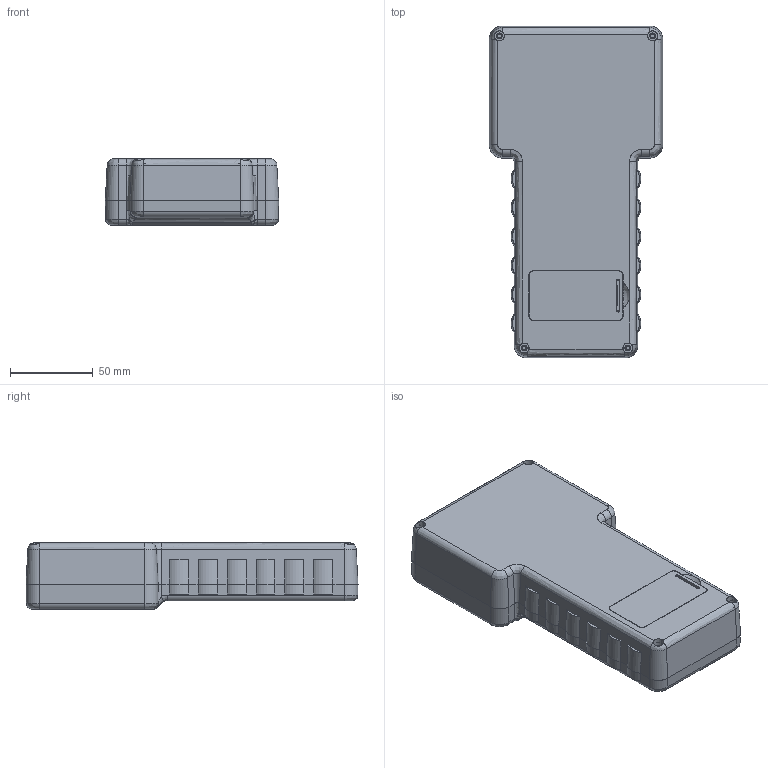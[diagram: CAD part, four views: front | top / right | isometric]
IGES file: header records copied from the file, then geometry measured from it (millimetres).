
Start section: SolidWorks IGES file using analytic representation for surfaces
Global section: file name: Z³o¿enie1.IGS; native system: SolidWorks 2012; preprocessor: SolidWorks 2012; author: Peter; date: 161110.155829; units: millimetre
Bounding box: 105 x 201 x 40.1 mm (x, y, z)
Surface area: 129050.3 mm2 (no closed solid volume)
Topology: 0 solids, 0 shells, 761 faces, 10364 edges, 10359 vertices
Faces by surface type: bspline 440, revolution 321
